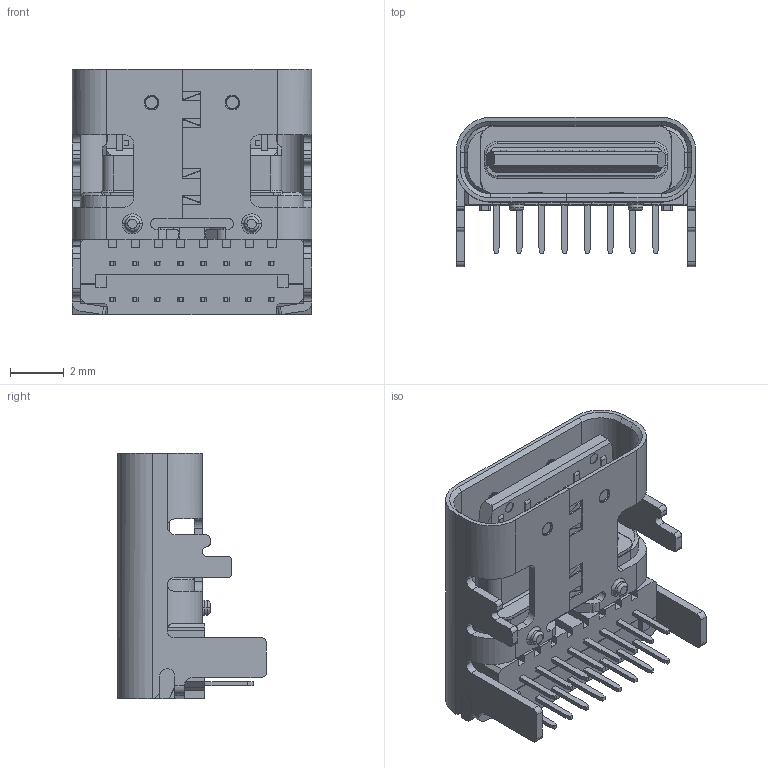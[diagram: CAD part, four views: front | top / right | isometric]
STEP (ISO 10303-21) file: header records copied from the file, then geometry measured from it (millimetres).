
FILE_DESCRIPTION (( 'STEP AP214' ), '1' );
FILE_NAME ('User Library-USB4085-GF-A--3DModel-STEP-56544.STEP', '2021-11-11T14:04:05', ( '' ), ( '' ), 'SwSTEP 2.0', 'SolidWorks 2021', '' );
FILE_SCHEMA (( 'AUTOMOTIVE_DESIGN' ));
Length unit declared in the file: millimetre
Products named in the file (1): User Library-USB4085-GF-A--3DModel-STEP-56544
Bounding box: 8.95 x 5.56 x 9.17 mm (x, y, z)
Volume: 168.6 mm3; surface area: 723.3 mm2
Topology: 35 solids, 35 shells, 899 faces, 2223 edges, 1446 vertices
Faces by surface type: plane 670, cylinder 145, bspline 74, cone 10
Entity records: 29212 total; most frequent: CARTESIAN_POINT 7705, ORIENTED_EDGE 4446, DIRECTION 4147, EDGE_CURVE 2223, LINE 1729, VECTOR 1729, VERTEX_POINT 1446, AXIS2_PLACEMENT_3D 1209
